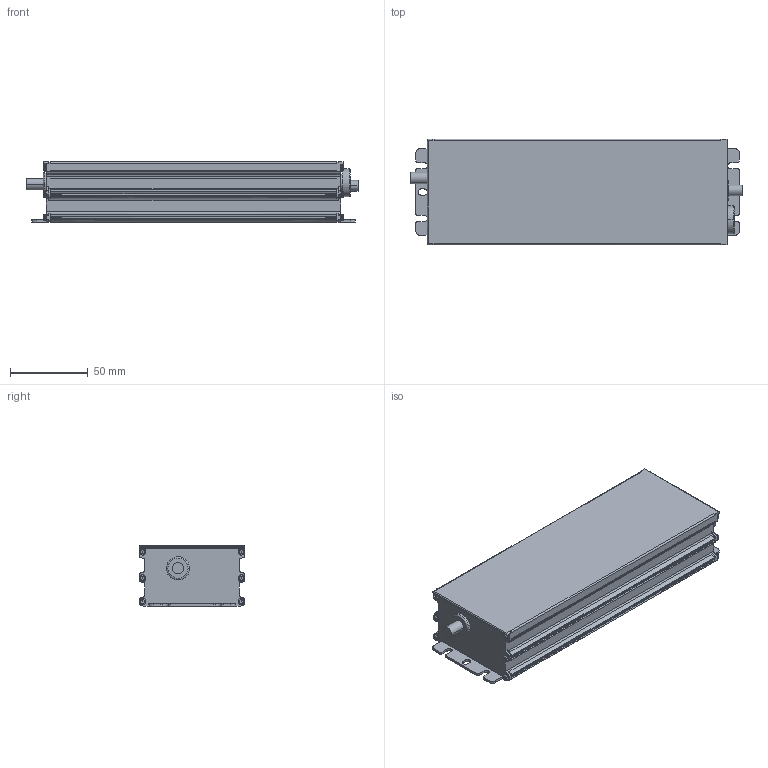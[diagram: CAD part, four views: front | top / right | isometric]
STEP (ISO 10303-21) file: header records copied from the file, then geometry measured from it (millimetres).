
FILE_DESCRIPTION(('Creo Elements/Direct Modeling STEP Export'),'2;1');
FILE_NAME('M91.stp','2022-02-17T 7:57:24',(''),(''),'PTC Creo Elements/Direct Modeling STEP processor for AP214 (Solid Model)','PTC Creo Elements/Direct Modeling 19.0E 27-Jun-2016 (C) Parametric Technology GmbH','');
FILE_SCHEMA(('AUTOMOTIVE_DESIGN { 1 0 10303 214 1 1 1 1 }'));
Products named in the file (2): Casing; M91
Assembly tree (1 placements, depth 2):
  M91
    Casing
Bounding box: 214.1 x 68 x 39 mm (x, y, z)
Surface area: 103264.4 mm2 (no closed solid volume)
Topology: 0 solids, 15 shells, 1260 faces, 3645 edges, 2329 vertices
Faces by surface type: cylinder 586, plane 442, bspline 98, torus 78, extrusion 44, cone 10, sphere 2
Entity records: 52587 total; most frequent: CARTESIAN_POINT 24006, ORIENTED_EDGE 7329, DIRECTION 4295, EDGE_CURVE 3627, VERTEX_POINT 2321, AXIS2_PLACEMENT_3D 1453, VECTOR 1389, LINE 1345
